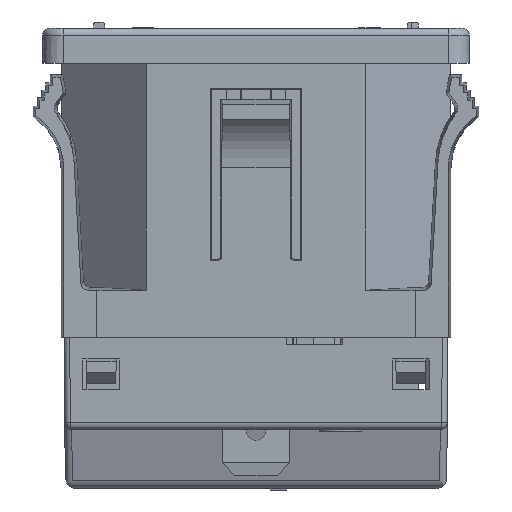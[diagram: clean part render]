
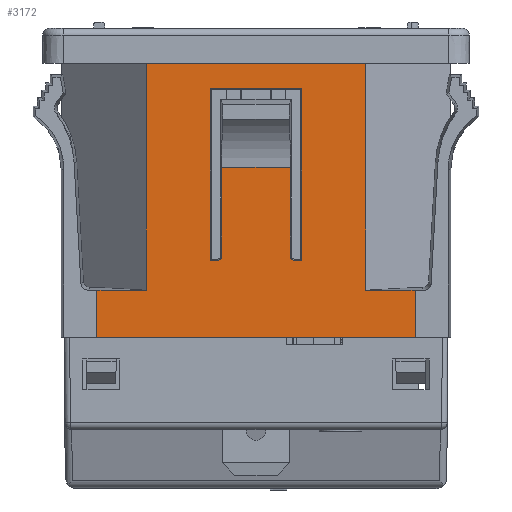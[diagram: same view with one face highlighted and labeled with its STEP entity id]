
A CAD part, front view. The second image highlights one B-rep face of the part: STEP entity #3172.
In plain terms, the highlighted planar face has unit normal (0, -1, 0).
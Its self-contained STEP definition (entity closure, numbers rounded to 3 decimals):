
#3172=ADVANCED_FACE('NONE',(#6707,#6708),#6709,.F.);
#6707=FACE_OUTER_BOUND('',#22931,.T.);
#6708=FACE_BOUND('',#22932,.T.);
#6709=PLANE('',#22933);
#22931=EDGE_LOOP('',(#37400,#37401,#37402,#37403,#37404,#37405,#37406,#37407));
#22932=EDGE_LOOP('',(#37408,#37409,#37410,#37411,#37412,#37413,#37414,#37415,#37416,#37417));
#22933=AXIS2_PLACEMENT_3D('',#37418,#37419,#37420);
#37400=ORIENTED_EDGE('',*,*,#42618,.T.);
#37401=ORIENTED_EDGE('',*,*,#43282,.F.);
#37402=ORIENTED_EDGE('',*,*,#44781,.T.);
#37403=ORIENTED_EDGE('',*,*,#44782,.T.);
#37404=ORIENTED_EDGE('',*,*,#43850,.F.);
#37405=ORIENTED_EDGE('',*,*,#44783,.F.);
#37406=ORIENTED_EDGE('',*,*,#44547,.T.);
#37407=ORIENTED_EDGE('',*,*,#40860,.T.);
#37408=ORIENTED_EDGE('',*,*,#42831,.F.);
#37409=ORIENTED_EDGE('',*,*,#43241,.F.);
#37410=ORIENTED_EDGE('',*,*,#40624,.F.);
#37411=ORIENTED_EDGE('',*,*,#43717,.T.);
#37412=ORIENTED_EDGE('',*,*,#44784,.F.);
#37413=ORIENTED_EDGE('',*,*,#41240,.T.);
#37414=ORIENTED_EDGE('',*,*,#44785,.F.);
#37415=ORIENTED_EDGE('',*,*,#44786,.T.);
#37416=ORIENTED_EDGE('',*,*,#44662,.F.);
#37417=ORIENTED_EDGE('',*,*,#44787,.F.);
#37418=CARTESIAN_POINT('',(7.816,-9.1,-22.05));
#37419=DIRECTION('',(0.0,1.0,0.0));
#37420=DIRECTION('',(1.0,0.0,-0.0));
#40624=EDGE_CURVE('NONE',#45525,#45527,#45528,.F.);
#40860=EDGE_CURVE('NONE',#45943,#45953,#45955,.T.);
#41240=EDGE_CURVE('NONE',#46628,#46632,#46634,.F.);
#42618=EDGE_CURVE('NONE',#45953,#48912,#48914,.F.);
#42831=EDGE_CURVE('NONE',#49236,#49238,#49239,.F.);
#43241=EDGE_CURVE('NONE',#45527,#49236,#49846,.F.);
#43282=EDGE_CURVE('NONE',#49904,#48912,#49906,.T.);
#43717=EDGE_CURVE('NONE',#45525,#50521,#50523,.F.);
#43850=EDGE_CURVE('NONE',#50691,#50693,#50694,.T.);
#44547=EDGE_CURVE('NONE',#51572,#45943,#51573,.F.);
#44662=EDGE_CURVE('NONE',#51712,#51713,#51714,.F.);
#44781=EDGE_CURVE('NONE',#49904,#51851,#51852,.F.);
#44782=EDGE_CURVE('NONE',#51851,#50693,#51853,.F.);
#44783=EDGE_CURVE('NONE',#51572,#50691,#51854,.T.);
#44784=EDGE_CURVE('NONE',#46628,#50521,#51855,.F.);
#44785=EDGE_CURVE('NONE',#51856,#46632,#51857,.F.);
#44786=EDGE_CURVE('NONE',#51856,#51713,#51858,.F.);
#44787=EDGE_CURVE('NONE',#49238,#51712,#51859,.F.);
#45525=VERTEX_POINT('NONE',#52725);
#45527=VERTEX_POINT('NONE',#52728);
#45528=LINE('',#52729,#52730);
#45943=VERTEX_POINT('NONE',#53343);
#45953=VERTEX_POINT('NONE',#53358);
#45955=LINE('',#53361,#53362);
#46628=VERTEX_POINT('NONE',#54388);
#46632=VERTEX_POINT('NONE',#54393);
#46634=LINE('',#54395,#54396);
#48912=VERTEX_POINT('NONE',#58495);
#48914=LINE('',#58498,#58499);
#49236=VERTEX_POINT('NONE',#59036);
#49238=VERTEX_POINT('NONE',#59039);
#49239=LINE('',#59040,#59041);
#49846=LINE('',#60097,#60098);
#49904=VERTEX_POINT('NONE',#60186);
#49906=LINE('',#60189,#60190);
#50521=VERTEX_POINT('NONE',#61313);
#50523=ELLIPSE('',#61316,0.301,0.3);
#50691=VERTEX_POINT('NONE',#61626);
#50693=VERTEX_POINT('NONE',#61629);
#50694=LINE('',#61630,#61631);
#51572=VERTEX_POINT('NONE',#63160);
#51573=LINE('',#63161,#63162);
#51712=VERTEX_POINT('NONE',#63366);
#51713=VERTEX_POINT('NONE',#63367);
#51714=LINE('',#63368,#63369);
#51851=VERTEX_POINT('NONE',#63611);
#51852=LINE('',#63612,#63613);
#51853=LINE('',#63614,#63615);
#51854=LINE('',#63616,#63617);
#51855=LINE('',#63618,#63619);
#51856=VERTEX_POINT('NONE',#63620);
#51857=LINE('',#63621,#63622);
#51858=ELLIPSE('',#63623,0.301,0.3);
#51859=LINE('',#63624,#63625);
#52725=CARTESIAN_POINT('',(2.746,-9.1,-16.561));
#52728=CARTESIAN_POINT('',(3.254,-9.1,-16.561));
#52729=CARTESIAN_POINT('',(5.508,-9.1,-16.561));
#52730=VECTOR('',#64684,1.0);
#53343=CARTESIAN_POINT('',(7.816,-9.1,-18.694));
#53358=CARTESIAN_POINT('',(7.816,-9.1,-2.5));
#53361=CARTESIAN_POINT('',(7.816,-9.1,-22.05));
#53362=VECTOR('',#64911,1.0);
#54388=CARTESIAN_POINT('',(2.449,-9.1,-9.93));
#54393=CARTESIAN_POINT('',(-2.449,-9.1,-9.93));
#54395=CARTESIAN_POINT('',(9.421,-9.1,-9.93));
#54396=VECTOR('',#65322,1.0);
#58495=CARTESIAN_POINT('',(-7.816,-9.1,-2.5));
#58498=CARTESIAN_POINT('',(-2.967,-9.1,-2.5));
#58499=VECTOR('',#66655,1.0);
#59036=CARTESIAN_POINT('',(3.249,-9.1,-4.308));
#59039=CARTESIAN_POINT('',(-3.249,-9.1,-4.308));
#59040=CARTESIAN_POINT('',(5.508,-9.1,-4.308));
#59041=VECTOR('',#66862,1.0);
#60097=CARTESIAN_POINT('',(3.252,-9.1,-13.253));
#60098=VECTOR('',#67224,1.0);
#60186=CARTESIAN_POINT('',(-7.816,-9.1,-18.694));
#60189=CARTESIAN_POINT('',(-7.816,-9.1,-22.05));
#60190=VECTOR('',#67257,1.0);
#61313=CARTESIAN_POINT('',(2.446,-9.1,-16.262));
#61316=AXIS2_PLACEMENT_3D('',#67652,#67653,#67654);
#61626=CARTESIAN_POINT('',(11.35,-9.1,-22.05));
#61629=CARTESIAN_POINT('',(-11.35,-9.1,-22.05));
#61630=CARTESIAN_POINT('',(-1.767,-9.1,-22.05));
#61631=VECTOR('',#67762,1.0);
#63160=CARTESIAN_POINT('',(11.35,-9.1,-18.694));
#63161=CARTESIAN_POINT('',(10.858,-9.1,-18.694));
#63162=VECTOR('',#68369,1.0);
#63366=CARTESIAN_POINT('',(-3.254,-9.1,-16.561));
#63367=CARTESIAN_POINT('',(-2.746,-9.1,-16.561));
#63368=CARTESIAN_POINT('',(2.308,-9.1,-16.561));
#63369=VECTOR('',#68485,1.0);
#63611=CARTESIAN_POINT('',(-11.35,-9.1,-18.694));
#63612=CARTESIAN_POINT('',(-1.787,-9.1,-18.694));
#63613=VECTOR('',#68584,1.0);
#63614=CARTESIAN_POINT('',(-11.35,-9.1,-20.275));
#63615=VECTOR('',#68585,1.0);
#63616=CARTESIAN_POINT('',(11.35,-9.1,-20.275));
#63617=VECTOR('',#68586,1.0);
#63618=CARTESIAN_POINT('',(2.445,-9.1,-19.325));
#63619=VECTOR('',#68587,1.0);
#63620=CARTESIAN_POINT('',(-2.446,-9.1,-16.262));
#63621=CARTESIAN_POINT('',(-2.445,-9.1,-19.328));
#63622=VECTOR('',#68588,1.0);
#63623=AXIS2_PLACEMENT_3D('',#68589,#68590,#68591);
#63624=CARTESIAN_POINT('',(-3.252,-9.1,-13.25));
#63625=VECTOR('',#68592,1.0);
#64684=DIRECTION('',(-1.0,0.0,0.));
#64911=DIRECTION('',(0.0,-0.0,1.0));
#65322=DIRECTION('',(1.0,-0.0,0.));
#66655=DIRECTION('',(1.0,-0.0,0.0));
#66862=DIRECTION('',(1.0,-0.0,0.));
#67224=DIRECTION('',(0.,0.0,-1.));
#67257=DIRECTION('',(0.0,0.0,1.0));
#67652=CARTESIAN_POINT('',(2.747,-9.1,-16.261));
#67653=DIRECTION('',(0.0,-1.0,0.0));
#67654=DIRECTION('',(0.658,0.0,0.753));
#67762=DIRECTION('',(-1.0,0.0,0.0));
#68369=DIRECTION('',(1.0,0.0,-0.0));
#68485=DIRECTION('',(-1.0,0.0,0.));
#68584=DIRECTION('',(1.0,-0.0,0.));
#68585=DIRECTION('',(0.0,-0.0,1.0));
#68586=DIRECTION('',(0.0,0.0,-1.0));
#68587=DIRECTION('',(0.,-0.0,1.));
#68588=DIRECTION('',(0.,0.0,-1.));
#68589=CARTESIAN_POINT('',(-2.747,-9.1,-16.261));
#68590=DIRECTION('',(-0.0,-1.0,0.0));
#68591=DIRECTION('',(-0.658,0.0,0.753));
#68592=DIRECTION('',(0.,-0.0,1.));
